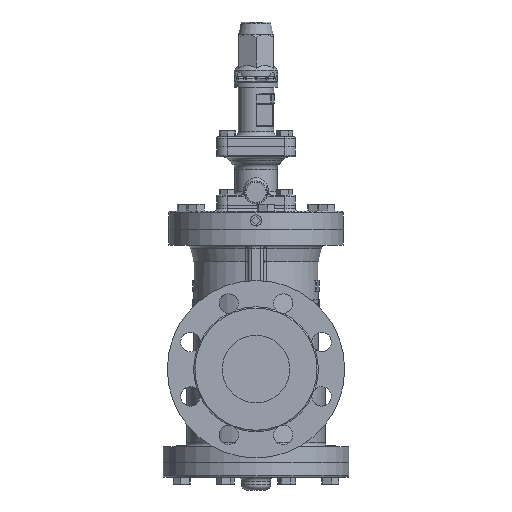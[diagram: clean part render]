
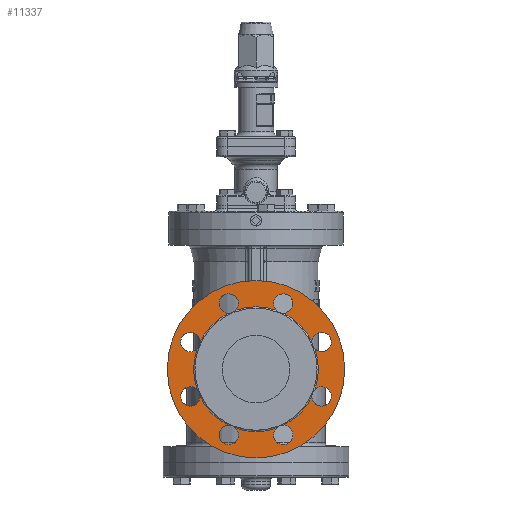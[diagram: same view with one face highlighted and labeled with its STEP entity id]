
A CAD part, left-side view. The second image highlights one B-rep face of the part: STEP entity #11337.
In plain terms, the highlighted planar face has unit normal (-1, 0, 0).
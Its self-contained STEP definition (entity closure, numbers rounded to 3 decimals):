
#757=FACE_BOUND('',#1708,.T.);
#932=FACE_OUTER_BOUND('',#1707,.T.);
#1707=EDGE_LOOP('',(#7690));
#1708=EDGE_LOOP('',(#7691,#7692,#7693,#7694,#7695,#7696,#7697,#7698,#7699,
#7700,#7701,#7702,#7703,#7704,#7705,#7706));
#2583=CIRCLE('',#12125,105.);
#2584=CIRCLE('',#12127,11.5);
#2585=CIRCLE('',#12128,73.85);
#2586=CIRCLE('',#12129,11.5);
#2587=CIRCLE('',#12130,73.85);
#2588=CIRCLE('',#12131,11.5);
#2589=CIRCLE('',#12132,73.85);
#2590=CIRCLE('',#12133,11.5);
#2591=CIRCLE('',#12134,73.85);
#2592=CIRCLE('',#12135,11.5);
#2593=CIRCLE('',#12136,73.85);
#2594=CIRCLE('',#12137,11.5);
#2595=CIRCLE('',#12138,73.85);
#2596=CIRCLE('',#12139,11.5);
#2597=CIRCLE('',#12140,73.85);
#2598=CIRCLE('',#12141,11.5);
#2599=CIRCLE('',#12142,73.85);
#4849=VERTEX_POINT('',#16995);
#4850=VERTEX_POINT('',#16998);
#4851=VERTEX_POINT('',#16999);
#4852=VERTEX_POINT('',#17001);
#4853=VERTEX_POINT('',#17003);
#4854=VERTEX_POINT('',#17005);
#4855=VERTEX_POINT('',#17007);
#4856=VERTEX_POINT('',#17009);
#4857=VERTEX_POINT('',#17011);
#4858=VERTEX_POINT('',#17013);
#4859=VERTEX_POINT('',#17015);
#4860=VERTEX_POINT('',#17017);
#4861=VERTEX_POINT('',#17019);
#4862=VERTEX_POINT('',#17021);
#4863=VERTEX_POINT('',#17023);
#4864=VERTEX_POINT('',#17025);
#4865=VERTEX_POINT('',#17027);
#5941=EDGE_CURVE('',#4849,#4849,#2583,.T.);
#5942=EDGE_CURVE('',#4850,#4851,#2584,.T.);
#5943=EDGE_CURVE('',#4852,#4850,#2585,.T.);
#5944=EDGE_CURVE('',#4853,#4852,#2586,.T.);
#5945=EDGE_CURVE('',#4854,#4853,#2587,.T.);
#5946=EDGE_CURVE('',#4855,#4854,#2588,.T.);
#5947=EDGE_CURVE('',#4856,#4855,#2589,.T.);
#5948=EDGE_CURVE('',#4857,#4856,#2590,.T.);
#5949=EDGE_CURVE('',#4858,#4857,#2591,.T.);
#5950=EDGE_CURVE('',#4859,#4858,#2592,.T.);
#5951=EDGE_CURVE('',#4860,#4859,#2593,.T.);
#5952=EDGE_CURVE('',#4861,#4860,#2594,.T.);
#5953=EDGE_CURVE('',#4862,#4861,#2595,.T.);
#5954=EDGE_CURVE('',#4863,#4862,#2596,.T.);
#5955=EDGE_CURVE('',#4864,#4863,#2597,.T.);
#5956=EDGE_CURVE('',#4865,#4864,#2598,.T.);
#5957=EDGE_CURVE('',#4851,#4865,#2599,.T.);
#7690=ORIENTED_EDGE('',*,*,#5941,.F.);
#7691=ORIENTED_EDGE('',*,*,#5942,.F.);
#7692=ORIENTED_EDGE('',*,*,#5943,.F.);
#7693=ORIENTED_EDGE('',*,*,#5944,.F.);
#7694=ORIENTED_EDGE('',*,*,#5945,.F.);
#7695=ORIENTED_EDGE('',*,*,#5946,.F.);
#7696=ORIENTED_EDGE('',*,*,#5947,.F.);
#7697=ORIENTED_EDGE('',*,*,#5948,.F.);
#7698=ORIENTED_EDGE('',*,*,#5949,.F.);
#7699=ORIENTED_EDGE('',*,*,#5950,.F.);
#7700=ORIENTED_EDGE('',*,*,#5951,.F.);
#7701=ORIENTED_EDGE('',*,*,#5952,.F.);
#7702=ORIENTED_EDGE('',*,*,#5953,.F.);
#7703=ORIENTED_EDGE('',*,*,#5954,.F.);
#7704=ORIENTED_EDGE('',*,*,#5955,.F.);
#7705=ORIENTED_EDGE('',*,*,#5956,.F.);
#7706=ORIENTED_EDGE('',*,*,#5957,.F.);
#11000=PLANE('',#12126);
#11337=ADVANCED_FACE('',(#932,#757),#11000,.F.);
#12125=AXIS2_PLACEMENT_3D('',#16996,#13421,#13422);
#12126=AXIS2_PLACEMENT_3D('',#16997,#13423,#13424);
#12127=AXIS2_PLACEMENT_3D('',#17000,#13425,#13426);
#12128=AXIS2_PLACEMENT_3D('',#17002,#13427,#13428);
#12129=AXIS2_PLACEMENT_3D('',#17004,#13429,#13430);
#12130=AXIS2_PLACEMENT_3D('',#17006,#13431,#13432);
#12131=AXIS2_PLACEMENT_3D('',#17008,#13433,#13434);
#12132=AXIS2_PLACEMENT_3D('',#17010,#13435,#13436);
#12133=AXIS2_PLACEMENT_3D('',#17012,#13437,#13438);
#12134=AXIS2_PLACEMENT_3D('',#17014,#13439,#13440);
#12135=AXIS2_PLACEMENT_3D('',#17016,#13441,#13442);
#12136=AXIS2_PLACEMENT_3D('',#17018,#13443,#13444);
#12137=AXIS2_PLACEMENT_3D('',#17020,#13445,#13446);
#12138=AXIS2_PLACEMENT_3D('',#17022,#13447,#13448);
#12139=AXIS2_PLACEMENT_3D('',#17024,#13449,#13450);
#12140=AXIS2_PLACEMENT_3D('',#17026,#13451,#13452);
#12141=AXIS2_PLACEMENT_3D('',#17028,#13453,#13454);
#12142=AXIS2_PLACEMENT_3D('',#17029,#13455,#13456);
#13421=DIRECTION('center_axis',(1.,0.,0.));
#13422=DIRECTION('ref_axis',(0.,0.,1.));
#13423=DIRECTION('center_axis',(1.,0.,0.));
#13424=DIRECTION('ref_axis',(0.,0.,-1.));
#13425=DIRECTION('center_axis',(-1.,0.,0.));
#13426=DIRECTION('ref_axis',(0.,-0.707,-0.707));
#13427=DIRECTION('center_axis',(-1.,0.,0.));
#13428=DIRECTION('ref_axis',(0.,0.,1.));
#13429=DIRECTION('center_axis',(-1.,0.,0.));
#13430=DIRECTION('ref_axis',(0.,0.,-1.));
#13431=DIRECTION('center_axis',(-1.,0.,0.));
#13432=DIRECTION('ref_axis',(0.,0.,1.));
#13433=DIRECTION('center_axis',(-1.,0.,0.));
#13434=DIRECTION('ref_axis',(0.,0.707,-0.707));
#13435=DIRECTION('center_axis',(-1.,0.,0.));
#13436=DIRECTION('ref_axis',(0.,0.,1.));
#13437=DIRECTION('center_axis',(-1.,0.,0.));
#13438=DIRECTION('ref_axis',(0.,1.,0.));
#13439=DIRECTION('center_axis',(-1.,0.,0.));
#13440=DIRECTION('ref_axis',(0.,0.,1.));
#13441=DIRECTION('center_axis',(-1.,0.,0.));
#13442=DIRECTION('ref_axis',(0.,0.707,0.707));
#13443=DIRECTION('center_axis',(-1.,0.,0.));
#13444=DIRECTION('ref_axis',(0.,0.,1.));
#13445=DIRECTION('center_axis',(-1.,0.,0.));
#13446=DIRECTION('ref_axis',(0.,0.,
1.));
#13447=DIRECTION('center_axis',(-1.,0.,0.));
#13448=DIRECTION('ref_axis',(0.,0.,1.));
#13449=DIRECTION('center_axis',(-1.,0.,0.));
#13450=DIRECTION('ref_axis',(0.,-0.707,0.707));
#13451=DIRECTION('center_axis',(-1.,0.,0.));
#13452=DIRECTION('ref_axis',(0.,0.,1.));
#13453=DIRECTION('center_axis',(-1.,0.,0.));
#13454=DIRECTION('ref_axis',(0.,-1.,0.));
#13455=DIRECTION('center_axis',(-1.,0.,0.));
#13456=DIRECTION('ref_axis',(0.,0.,1.));
#16995=CARTESIAN_POINT('',(-189.9,0.,-105.));
#16996=CARTESIAN_POINT('Origin',(-189.9,0.,0.));
#16997=CARTESIAN_POINT('Origin',(-189.9,0.,0.));
#16998=CARTESIAN_POINT('',(-189.9,66.252,32.626));
#16999=CARTESIAN_POINT('',(-189.9,69.918,23.777));
#17000=CARTESIAN_POINT('Origin',(-189.9,77.744,32.203));
#17001=CARTESIAN_POINT('',(-189.9,32.626,66.252));
#17002=CARTESIAN_POINT('Origin',(-189.9,0.,0.));
#17003=CARTESIAN_POINT('',(-189.9,23.777,69.918));
#17004=CARTESIAN_POINT('Origin',(-189.9,32.203,77.744));
#17005=CARTESIAN_POINT('',(-189.9,-23.777,69.918));
#17006=CARTESIAN_POINT('Origin',(-189.9,0.,0.));
#17007=CARTESIAN_POINT('',(-189.9,-32.626,66.252));
#17008=CARTESIAN_POINT('Origin',(-189.9,-32.203,77.744));
#17009=CARTESIAN_POINT('',(-189.9,-66.252,32.626));
#17010=CARTESIAN_POINT('Origin',(-189.9,0.,0.));
#17011=CARTESIAN_POINT('',(-189.9,-69.918,23.777));
#17012=CARTESIAN_POINT('Origin',(-189.9,-77.744,32.203));
#17013=CARTESIAN_POINT('',(-189.9,-69.918,-23.777));
#17014=CARTESIAN_POINT('Origin',(-189.9,0.,0.));
#17015=CARTESIAN_POINT('',(-189.9,-66.252,-32.626));
#17016=CARTESIAN_POINT('Origin',(-189.9,-77.744,-32.203));
#17017=CARTESIAN_POINT('',(-189.9,-32.626,-66.252));
#17018=CARTESIAN_POINT('Origin',(-189.9,0.,0.));
#17019=CARTESIAN_POINT('',(-189.9,-23.777,-69.918));
#17020=CARTESIAN_POINT('Origin',(-189.9,-32.203,-77.744));
#17021=CARTESIAN_POINT('',(-189.9,23.777,-69.918));
#17022=CARTESIAN_POINT('Origin',(-189.9,0.,0.));
#17023=CARTESIAN_POINT('',(-189.9,32.626,-66.252));
#17024=CARTESIAN_POINT('Origin',(-189.9,32.203,-77.744));
#17025=CARTESIAN_POINT('',(-189.9,66.252,-32.626));
#17026=CARTESIAN_POINT('Origin',(-189.9,0.,0.));
#17027=CARTESIAN_POINT('',(-189.9,69.918,-23.777));
#17028=CARTESIAN_POINT('Origin',(-189.9,77.744,-32.203));
#17029=CARTESIAN_POINT('Origin',(-189.9,0.,0.));
